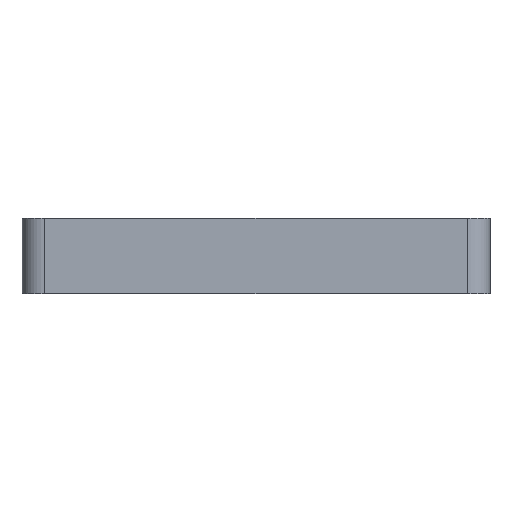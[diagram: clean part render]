
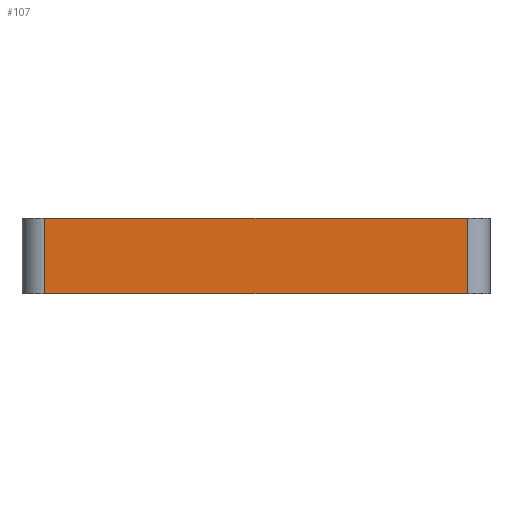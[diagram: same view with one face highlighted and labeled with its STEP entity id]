
A CAD part, left-side view. The second image highlights one B-rep face of the part: STEP entity #107.
In plain terms, the highlighted planar face has unit normal (-1, 0, 0).
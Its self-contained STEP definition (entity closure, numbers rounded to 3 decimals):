
#5 = ORIENTED_EDGE ( 'NONE', *, *, #1654, .T. ) ;
#79 = LINE ( 'NONE', #283, #490 ) ;
#84 = CARTESIAN_POINT ( 'NONE',  ( -8., 27.889, 1. ) ) ;
#107 = ADVANCED_FACE ( 'NONE', ( #512 ), #530, .F. ) ;
#215 = DIRECTION ( 'NONE',  ( 0., 0., -1. ) ) ;
#222 = EDGE_LOOP ( 'NONE', ( #5, #716, #418, #496 ) ) ;
#283 = CARTESIAN_POINT ( 'NONE',  ( -8., 27.889, -5. ) ) ;
#288 = DIRECTION ( 'NONE',  ( 0., 0., -1. ) ) ;
#389 = CARTESIAN_POINT ( 'NONE',  ( -8., -31.122, 1. ) ) ;
#394 = CARTESIAN_POINT ( 'NONE',  ( -8., 27.889, 5. ) ) ;
#418 = ORIENTED_EDGE ( 'NONE', *, *, #1441, .T. ) ;
#433 = EDGE_CURVE ( 'NONE', #653, #988, #1121, .T. ) ;
#490 = VECTOR ( 'NONE', #1228, 1000. ) ;
#491 = LINE ( 'NONE', #717, #1521 ) ;
#496 = ORIENTED_EDGE ( 'NONE', *, *, #433, .F. ) ;
#512 = FACE_OUTER_BOUND ( 'NONE', #222, .T. ) ;
#530 = PLANE ( 'NONE',  #1331 ) ;
#653 = VERTEX_POINT ( 'NONE', #978 ) ;
#716 = ORIENTED_EDGE ( 'NONE', *, *, #818, .T. ) ;
#717 = CARTESIAN_POINT ( 'NONE',  ( -8., -27.889, 1. ) ) ;
#818 = EDGE_CURVE ( 'NONE', #1639, #1062, #79, .T. ) ;
#852 = DIRECTION ( 'NONE',  ( 0., 0., 1. ) ) ;
#978 = CARTESIAN_POINT ( 'NONE',  ( -8., 27.889, 5. ) ) ;
#988 = VERTEX_POINT ( 'NONE', #1546 ) ;
#1062 = VERTEX_POINT ( 'NONE', #1168 ) ;
#1121 = LINE ( 'NONE', #394, #1735 ) ;
#1140 = LINE ( 'NONE', #84, #1181 ) ;
#1160 = CARTESIAN_POINT ( 'NONE',  ( -8., 27.889, -5. ) ) ;
#1168 = CARTESIAN_POINT ( 'NONE',  ( -8., -27.889, -5. ) ) ;
#1181 = VECTOR ( 'NONE', #215, 1000. ) ;
#1228 = DIRECTION ( 'NONE',  ( 0., -1., 0. ) ) ;
#1331 = AXIS2_PLACEMENT_3D ( 'NONE', #389, #1488, #288 ) ;
#1441 = EDGE_CURVE ( 'NONE', #1062, #988, #491, .T. ) ;
#1488 = DIRECTION ( 'NONE',  ( 1., 0., 0. ) ) ;
#1521 = VECTOR ( 'NONE', #852, 1000. ) ;
#1546 = CARTESIAN_POINT ( 'NONE',  ( -8., -27.889, 5. ) ) ;
#1639 = VERTEX_POINT ( 'NONE', #1160 ) ;
#1647 = DIRECTION ( 'NONE',  ( 0., -1., 0. ) ) ;
#1654 = EDGE_CURVE ( 'NONE', #653, #1639, #1140, .T. ) ;
#1735 = VECTOR ( 'NONE', #1647, 1000. ) ;
